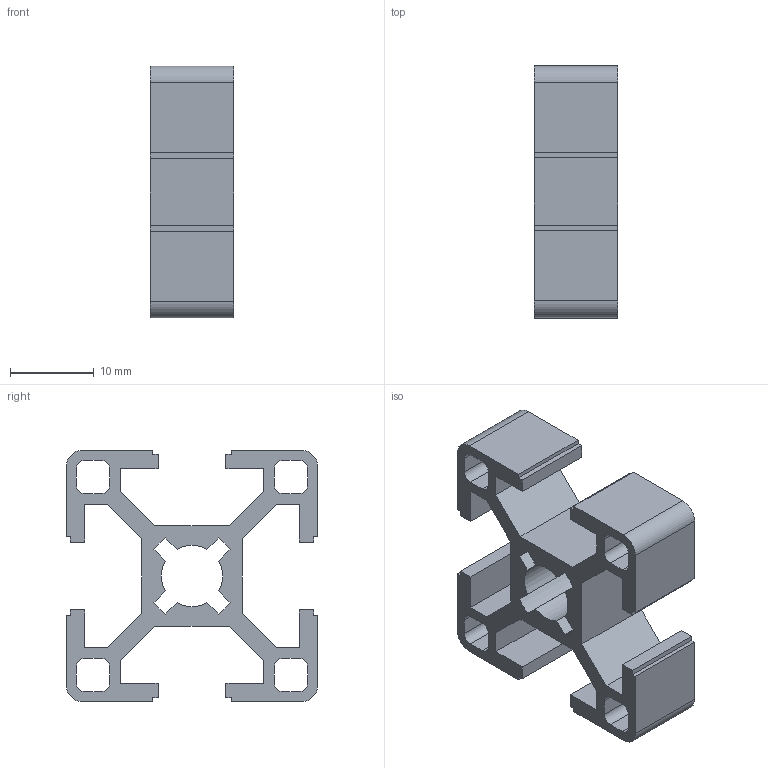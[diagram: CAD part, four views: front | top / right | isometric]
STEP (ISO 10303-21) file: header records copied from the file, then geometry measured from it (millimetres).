
FILE_DESCRIPTION (( 'STEP AP214' ), '1' );
FILE_NAME ('Aluprofil 30x30.STEP', '2022-01-29T09:43:30', ( '' ), ( '' ), 'SwSTEP 2.0', 'SolidWorks 2017', '' );
FILE_SCHEMA (( 'AUTOMOTIVE_DESIGN' ));
Length unit declared in the file: millimetre
Products named in the file (1): Aluprofil 30x30
Bounding box: 10 x 30 x 30 mm (x, y, z)
Volume: 3089.3 mm3; surface area: 3977.4 mm2
Topology: 1 solids, 1 shells, 115 faces, 339 edges, 226 vertices
Faces by surface type: plane 86, cylinder 29
Entity records: 3865 total; most frequent: CARTESIAN_POINT 681, ORIENTED_EDGE 678, DIRECTION 629, EDGE_CURVE 339, LINE 281, VECTOR 281, VERTEX_POINT 226, AXIS2_PLACEMENT_3D 174
